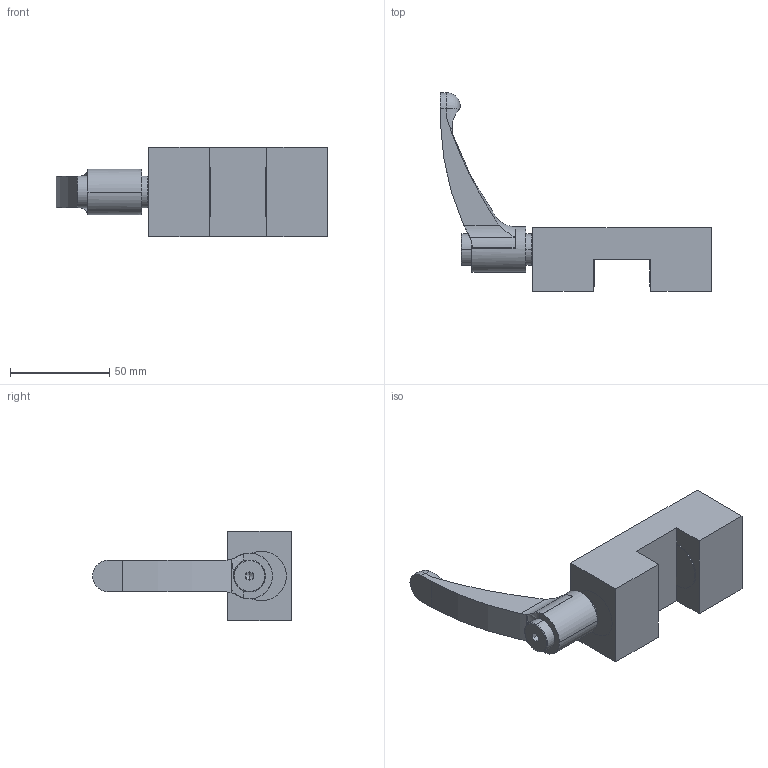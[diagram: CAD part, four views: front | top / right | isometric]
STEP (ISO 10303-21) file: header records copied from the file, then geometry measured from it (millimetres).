
FILE_DESCRIPTION (( 'STEP AP203' ), '1' );
FILE_NAME ('忒雄絳寢坶-30.STEP', '2017-09-10T00:46:59', ( 'Users' ), ( 'Microsoft' ), 'SwSTEP 2.0', 'SolidWorks 2010', '' );
FILE_SCHEMA (( 'CONFIG_CONTROL_DESIGN' ));
Length unit declared in the file: millimetre
Products named in the file (1): 忒雄絳寢坶-30
Bounding box: 136.6 x 100 x 45 mm (x, y, z)
Surface area: 29686.6 mm2 (no closed solid volume)
Topology: 0 solids, 4 shells, 79 faces, 237 edges, 158 vertices
Faces by surface type: cylinder 35, plane 32, torus 6, cone 4, bspline 2
Entity records: 3024 total; most frequent: CARTESIAN_POINT 844, DIRECTION 438, ORIENTED_EDGE 422, EDGE_CURVE 235, AXIS2_PLACEMENT_3D 166, VERTEX_POINT 158, VECTOR 106, LINE 106
